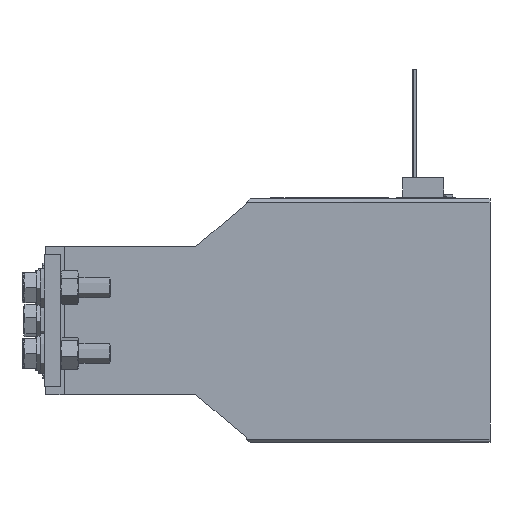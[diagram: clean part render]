
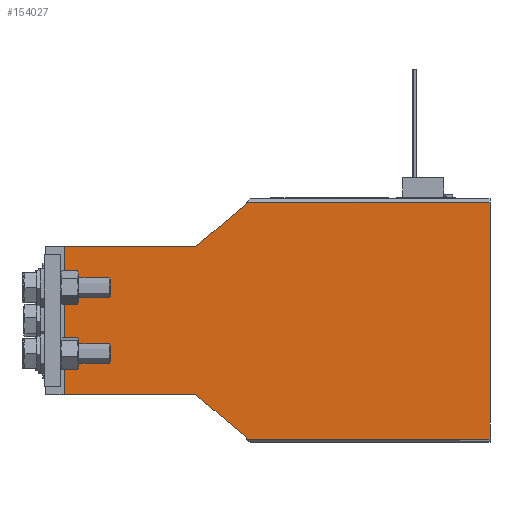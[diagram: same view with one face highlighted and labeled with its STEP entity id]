
A CAD part, left-side view. The second image highlights one B-rep face of the part: STEP entity #154027.
In plain terms, the highlighted planar face has unit normal (-1, 0, 0).
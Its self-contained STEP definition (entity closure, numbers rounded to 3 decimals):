
#865 = LINE ( 'NONE', #173939, #150766 ) ;
#3953 = VECTOR ( 'NONE', #159813, 1000. ) ;
#4584 = ORIENTED_EDGE ( 'NONE', *, *, #17738, .F. ) ;
#5275 = CARTESIAN_POINT ( 'NONE',  ( -131., 148., 71. ) ) ;
#5474 = EDGE_CURVE ( 'NONE', #69687, #80204, #8109, .T. ) ;
#8109 = CIRCLE ( 'NONE', #103683, 2.133 ) ;
#8146 = DIRECTION ( 'NONE',  ( 1., 0., 0. ) ) ;
#9243 = CARTESIAN_POINT ( 'NONE',  ( -131., 270., -45. ) ) ;
#10249 = VECTOR ( 'NONE', #131774, 1000. ) ;
#17738 = EDGE_CURVE ( 'NONE', #111812, #152708, #160088, .T. ) ;
#19539 = ORIENTED_EDGE ( 'NONE', *, *, #89259, .T. ) ;
#19632 = VECTOR ( 'NONE', #178741, 1000. ) ;
#20259 = EDGE_CURVE ( 'NONE', #69687, #83143, #119023, .T. ) ;
#20835 = DIRECTION ( 'NONE',  ( -1., 0., 0. ) ) ;
#22554 = ORIENTED_EDGE ( 'NONE', *, *, #27454, .F. ) ;
#24047 = ORIENTED_EDGE ( 'NONE', *, *, #79514, .F. ) ;
#25264 = LINE ( 'NONE', #82991, #170621 ) ;
#27454 = EDGE_CURVE ( 'NONE', #152708, #53907, #25264, .T. ) ;
#31923 = CARTESIAN_POINT ( 'NONE',  ( -131., 148., 71.867 ) ) ;
#33979 = LINE ( 'NONE', #50789, #183862 ) ;
#34668 = EDGE_CURVE ( 'NONE', #80204, #108790, #158461, .T. ) ;
#36910 = VERTEX_POINT ( 'NONE', #106677 ) ;
#42911 = CARTESIAN_POINT ( 'NONE',  ( -131., 178.986, 45. ) ) ;
#50789 = CARTESIAN_POINT ( 'NONE',  ( -131., 169., 72. ) ) ;
#50945 = ORIENTED_EDGE ( 'NONE', *, *, #34668, .F. ) ;
#52188 = DIRECTION ( 'NONE',  ( 1., 0., 0. ) ) ;
#53907 = VERTEX_POINT ( 'NONE', #5275 ) ;
#55110 = CARTESIAN_POINT ( 'NONE',  ( -131., 259., 71.867 ) ) ;
#59235 = DIRECTION ( 'NONE',  ( 0., -1., 0. ) ) ;
#65012 = ORIENTED_EDGE ( 'NONE', *, *, #20259, .T. ) ;
#65907 = AXIS2_PLACEMENT_3D ( 'NONE', #180098, #20835, #122359 ) ;
#66617 = CARTESIAN_POINT ( 'NONE',  ( -131., 148., -71. ) ) ;
#69637 = DIRECTION ( 'NONE',  ( 0., 0., -1. ) ) ;
#69687 = VERTEX_POINT ( 'NONE', #151036 ) ;
#71890 = LINE ( 'NONE', #55110, #110658 ) ;
#72101 = LINE ( 'NONE', #91716, #183600 ) ;
#72170 = DIRECTION ( 'NONE',  ( 0., 0.766, 0.643 ) ) ;
#75262 = ORIENTED_EDGE ( 'NONE', *, *, #81997, .F. ) ;
#79514 = EDGE_CURVE ( 'NONE', #36910, #116099, #80754, .T. ) ;
#80204 = VERTEX_POINT ( 'NONE', #128475 ) ;
#80681 = EDGE_LOOP ( 'NONE', ( #65012, #165576, #75262, #116206, #175887, #22554, #4584, #19539, #24047, #153106, #50945, #129550 ) ) ;
#80754 = LINE ( 'NONE', #9243, #114990 ) ;
#81997 = EDGE_CURVE ( 'NONE', #121181, #110755, #33979, .T. ) ;
#82991 = CARTESIAN_POINT ( 'NONE',  ( -131., 148., 71. ) ) ;
#83143 = VERTEX_POINT ( 'NONE', #183861 ) ;
#85350 = AXIS2_PLACEMENT_3D ( 'NONE', #139331, #52188, #153914 ) ;
#88136 = VERTEX_POINT ( 'NONE', #31923 ) ;
#89259 = EDGE_CURVE ( 'NONE', #111812, #116099, #71890, .T. ) ;
#89831 = PLANE ( 'NONE',  #65907 ) ;
#91716 = CARTESIAN_POINT ( 'NONE',  ( -131., 148., 71.867 ) ) ;
#94937 = CARTESIAN_POINT ( 'NONE',  ( -131., 145.867, -71.867 ) ) ;
#95031 = CARTESIAN_POINT ( 'NONE',  ( -131., 147.996, 72. ) ) ;
#101575 = EDGE_CURVE ( 'NONE', #110755, #83143, #169481, .T. ) ;
#103113 = CIRCLE ( 'NONE', #85350, 2.133 ) ;
#103683 = AXIS2_PLACEMENT_3D ( 'NONE', #94937, #8146, #109554 ) ;
#106677 = CARTESIAN_POINT ( 'NONE',  ( -131., 178.986, -45. ) ) ;
#108790 = VERTEX_POINT ( 'NONE', #66617 ) ;
#109554 = DIRECTION ( 'NONE',  ( 0., 0., -1. ) ) ;
#110658 = VECTOR ( 'NONE', #69637, 1000. ) ;
#110755 = VERTEX_POINT ( 'NONE', #164282 ) ;
#111812 = VERTEX_POINT ( 'NONE', #166526 ) ;
#114990 = VECTOR ( 'NONE', #139981, 1000. ) ;
#116099 = VERTEX_POINT ( 'NONE', #188070 ) ;
#116206 = ORIENTED_EDGE ( 'NONE', *, *, #173412, .F. ) ;
#117123 = CARTESIAN_POINT ( 'NONE',  ( -131., 270., 45. ) ) ;
#119023 = LINE ( 'NONE', #160995, #153128 ) ;
#121181 = VERTEX_POINT ( 'NONE', #95031 ) ;
#122359 = DIRECTION ( 'NONE',  ( 0., 0., 1. ) ) ;
#126988 = DIRECTION ( 'NONE',  ( 0., -0.766, 0.643 ) ) ;
#128475 = CARTESIAN_POINT ( 'NONE',  ( -131., 148., -71.867 ) ) ;
#129550 = ORIENTED_EDGE ( 'NONE', *, *, #5474, .F. ) ;
#131774 = DIRECTION ( 'NONE',  ( 0., -1., 0. ) ) ;
#136348 = DIRECTION ( 'NONE',  ( 0., 0., 1. ) ) ;
#139331 = CARTESIAN_POINT ( 'NONE',  ( -131., 145.867, 71.867 ) ) ;
#139981 = DIRECTION ( 'NONE',  ( 0., 1., 0. ) ) ;
#145299 = CARTESIAN_POINT ( 'NONE',  ( -131., 148., -71.867 ) ) ;
#146987 = FACE_OUTER_BOUND ( 'NONE', #80681, .T. ) ;
#149580 = CARTESIAN_POINT ( 'NONE',  ( -131., 0., 74. ) ) ;
#150766 = VECTOR ( 'NONE', #72170, 1000. ) ;
#151036 = CARTESIAN_POINT ( 'NONE',  ( -131., 147.996, -72. ) ) ;
#151493 = EDGE_CURVE ( 'NONE', #108790, #36910, #865, .T. ) ;
#152521 = DIRECTION ( 'NONE',  ( 0., -1., 0. ) ) ;
#152708 = VERTEX_POINT ( 'NONE', #42911 ) ;
#153106 = ORIENTED_EDGE ( 'NONE', *, *, #151493, .F. ) ;
#153128 = VECTOR ( 'NONE', #59235, 1000. ) ;
#153914 = DIRECTION ( 'NONE',  ( 0., 0., 1. ) ) ;
#153961 = EDGE_CURVE ( 'NONE', #53907, #88136, #72101, .T. ) ;
#154027 = ADVANCED_FACE ( 'NONE', ( #146987 ), #89831, .T. ) ;
#158461 = LINE ( 'NONE', #145299, #3953 ) ;
#159813 = DIRECTION ( 'NONE',  ( 0., 0., 1. ) ) ;
#160088 = LINE ( 'NONE', #117123, #10249 ) ;
#160995 = CARTESIAN_POINT ( 'NONE',  ( -131., 169., -72. ) ) ;
#164282 = CARTESIAN_POINT ( 'NONE',  ( -131., 0., 72. ) ) ;
#165576 = ORIENTED_EDGE ( 'NONE', *, *, #101575, .F. ) ;
#166526 = CARTESIAN_POINT ( 'NONE',  ( -131., 259., 45. ) ) ;
#169481 = LINE ( 'NONE', #149580, #19632 ) ;
#170621 = VECTOR ( 'NONE', #126988, 1000. ) ;
#173412 = EDGE_CURVE ( 'NONE', #88136, #121181, #103113, .T. ) ;
#173939 = CARTESIAN_POINT ( 'NONE',  ( -131., 148., -71. ) ) ;
#175887 = ORIENTED_EDGE ( 'NONE', *, *, #153961, .F. ) ;
#178741 = DIRECTION ( 'NONE',  ( 0., 0., -1. ) ) ;
#180098 = CARTESIAN_POINT ( 'NONE',  ( -131., 145.867, 71.867 ) ) ;
#183600 = VECTOR ( 'NONE', #136348, 1000. ) ;
#183861 = CARTESIAN_POINT ( 'NONE',  ( -131., 0., -72. ) ) ;
#183862 = VECTOR ( 'NONE', #152521, 1000. ) ;
#188070 = CARTESIAN_POINT ( 'NONE',  ( -131., 259., -45. ) ) ;
